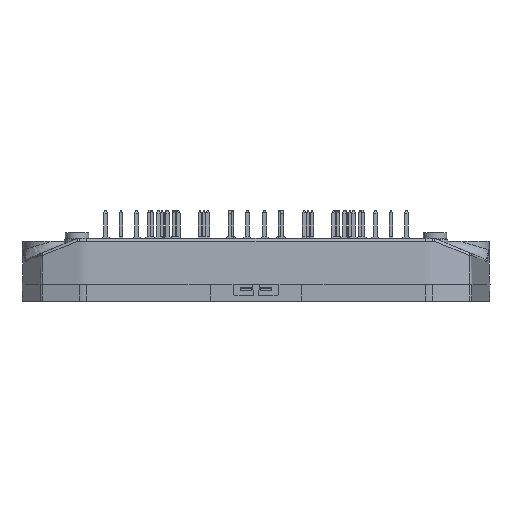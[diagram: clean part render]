
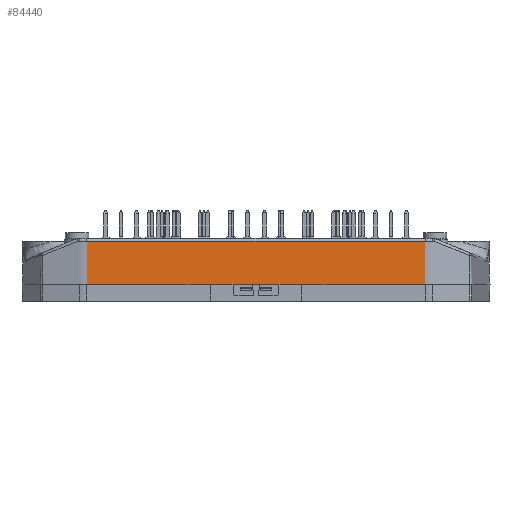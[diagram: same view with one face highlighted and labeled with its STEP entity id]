
A CAD part, front view. The second image highlights one B-rep face of the part: STEP entity #84440.
In plain terms, the highlighted planar face has unit normal (0, -1, 0.026).
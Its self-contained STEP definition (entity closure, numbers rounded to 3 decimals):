
#10590=ORIENTED_EDGE('',*,*,#27095,.F.);
#10591=ORIENTED_EDGE('',*,*,#27096,.T.);
#10592=ORIENTED_EDGE('',*,*,#26799,.F.);
#10593=ORIENTED_EDGE('',*,*,#27097,.F.);
#10594=ORIENTED_EDGE('',*,*,#27098,.T.);
#10595=ORIENTED_EDGE('',*,*,#27099,.T.);
#10596=ORIENTED_EDGE('',*,*,#27082,.T.);
#10597=ORIENTED_EDGE('',*,*,#27100,.F.);
#10598=ORIENTED_EDGE('',*,*,#27076,.T.);
#10599=ORIENTED_EDGE('',*,*,#26649,.F.);
#10600=ORIENTED_EDGE('',*,*,#27069,.F.);
#10601=ORIENTED_EDGE('',*,*,#26786,.F.);
#26649=EDGE_CURVE('',#35098,#35099,#40497,.T.);
#26786=EDGE_CURVE('',#35225,#35226,#40575,.T.);
#26799=EDGE_CURVE('',#35235,#35236,#40583,.T.);
#27069=EDGE_CURVE('',#35226,#35098,#40719,.T.);
#27076=EDGE_CURVE('',#35402,#35099,#40723,.T.);
#27082=EDGE_CURVE('',#35407,#35406,#40726,.T.);
#27095=EDGE_CURVE('',#35418,#35225,#40734,.T.);
#27096=EDGE_CURVE('',#35418,#35236,#40735,.F.);
#27097=EDGE_CURVE('',#35419,#35235,#40736,.F.);
#27098=EDGE_CURVE('',#35419,#35420,#40737,.T.);
#27099=EDGE_CURVE('',#35420,#35407,#40738,.T.);
#27100=EDGE_CURVE('',#35402,#35406,#40739,.T.);
#35098=VERTEX_POINT('',#118013);
#35099=VERTEX_POINT('',#118015);
#35225=VERTEX_POINT('',#118351);
#35226=VERTEX_POINT('',#118353);
#35235=VERTEX_POINT('',#118386);
#35236=VERTEX_POINT('',#118387);
#35402=VERTEX_POINT('',#119481);
#35406=VERTEX_POINT('',#119490);
#35407=VERTEX_POINT('',#119492);
#35418=VERTEX_POINT('',#119601);
#35419=VERTEX_POINT('',#119604);
#35420=VERTEX_POINT('',#119606);
#40497=LINE('',#118014,#45918);
#40575=LINE('',#118352,#45996);
#40583=LINE('',#118385,#46004);
#40719=LINE('',#119468,#46140);
#40723=LINE('',#119480,#46144);
#40726=LINE('',#119491,#46147);
#40734=LINE('',#119600,#46155);
#40735=LINE('',#119602,#46156);
#40736=LINE('',#119603,#46157);
#40737=LINE('',#119605,#46158);
#40738=LINE('',#119607,#46159);
#40739=LINE('',#119608,#46160);
#45918=VECTOR('',#97576,1000.);
#45996=VECTOR('',#97768,1000.);
#46004=VECTOR('',#97792,1000.);
#46140=VECTOR('',#98264,1000.);
#46144=VECTOR('',#98274,1000.);
#46147=VECTOR('',#98283,1000.);
#46155=VECTOR('',#98295,1000.);
#46156=VECTOR('',#98296,1000.);
#46157=VECTOR('',#98297,1000.);
#46158=VECTOR('',#98298,1000.);
#46159=VECTOR('',#98299,1000.);
#46160=VECTOR('',#98300,1000.);
#51519=EDGE_LOOP('',(#10590,#10591,#10592,#10593,#10594,#10595,#10596,#10597,
#10598,#10599,#10600,#10601));
#55176=FACE_BOUND('',#51519,.T.);
#58070=PLANE('',#88966);
#84440=ADVANCED_FACE('',(#55176),#58070,.T.);
#88966=AXIS2_PLACEMENT_3D('',#119599,#98293,#98294);
#97576=DIRECTION('',(-1.,0.,0.));
#97768=DIRECTION('',(-1.,0.,0.));
#97792=DIRECTION('',(1.,0.,0.));
#98264=DIRECTION('',(-1.,0.,0.));
#98274=DIRECTION('',(1.,0.,0.));
#98283=DIRECTION('',(1.,0.,0.));
#98293=DIRECTION('',(0.,-1.,0.026));
#98294=DIRECTION('',(0.,0.026,1.));
#98295=DIRECTION('',(-1.,0.,0.));
#98296=DIRECTION('',(0.006,-0.026,-1.));
#98297=DIRECTION('',(-0.006,-0.026,-1.));
#98298=DIRECTION('',(1.,0.,0.));
#98299=DIRECTION('',(1.,0.,0.));
#98300=DIRECTION('',(-1.,0.,0.));
#118013=CARTESIAN_POINT('',(4.,-30.776,2.02));
#118014=CARTESIAN_POINT('',(-17.961,-30.776,2.02));
#118015=CARTESIAN_POINT('',(0.827,-30.776,2.02));
#118351=CARTESIAN_POINT('',(29.513,-30.776,2.02));
#118352=CARTESIAN_POINT('',(17.961,-30.776,2.02));
#118353=CARTESIAN_POINT('',(8.,-30.776,2.02));
#118385=CARTESIAN_POINT('',(27.533,-30.58,9.533));
#118386=CARTESIAN_POINT('',(-29.469,-30.58,9.533));
#118387=CARTESIAN_POINT('',(29.469,-30.58,9.533));
#119468=CARTESIAN_POINT('',(17.961,-30.776,2.02));
#119480=CARTESIAN_POINT('',(-0.65,-30.776,2.02));
#119481=CARTESIAN_POINT('',(-0.827,-30.776,2.02));
#119490=CARTESIAN_POINT('',(-4.,-30.776,2.02));
#119491=CARTESIAN_POINT('',(-17.961,-30.776,2.02));
#119492=CARTESIAN_POINT('',(-8.,-30.776,2.02));
#119599=CARTESIAN_POINT('',(17.961,-30.776,2.02));
#119600=CARTESIAN_POINT('',(17.961,-30.776,2.02));
#119601=CARTESIAN_POINT('',(29.513,-30.776,2.02));
#119602=CARTESIAN_POINT('',(29.512,-30.775,2.087));
#119603=CARTESIAN_POINT('',(-29.512,-30.775,2.087));
#119604=CARTESIAN_POINT('',(-29.513,-30.776,2.02));
#119605=CARTESIAN_POINT('',(-17.961,-30.776,2.02));
#119606=CARTESIAN_POINT('',(-29.513,-30.776,2.02));
#119607=CARTESIAN_POINT('',(-17.961,-30.776,2.02));
#119608=CARTESIAN_POINT('',(-17.961,-30.776,2.02));
